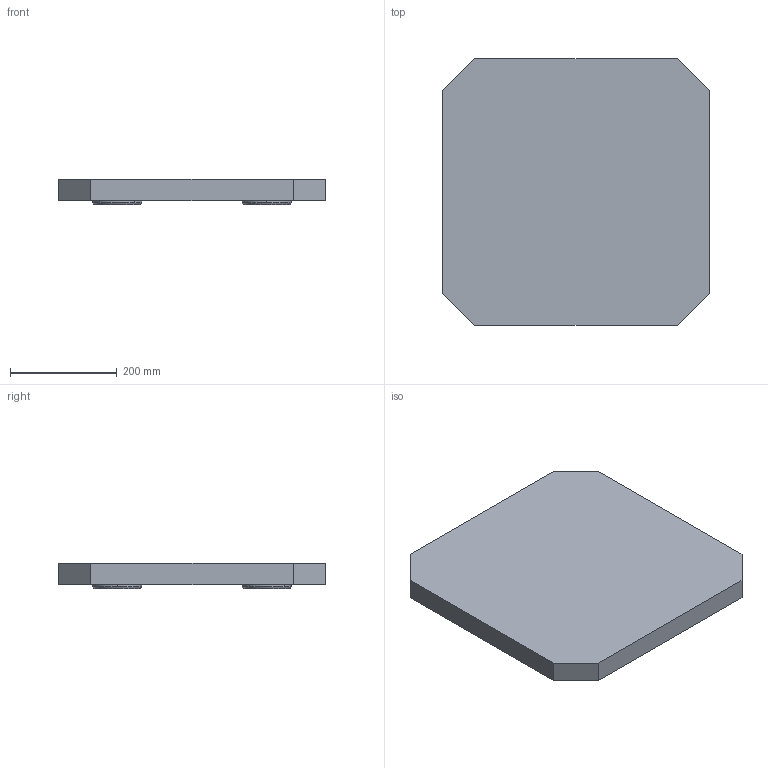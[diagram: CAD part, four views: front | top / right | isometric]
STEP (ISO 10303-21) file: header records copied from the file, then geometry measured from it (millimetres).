
FILE_DESCRIPTION((''),'2;1');
FILE_NAME('EH1990192.stp','2003-08-28T15:16:27',('Grof'),(''),'Autodesk Inventor (tm) 4.0','Autodesk Inventor (tm) 4.0','');
FILE_SCHEMA(('CONFIG_CONTROL_DESIGN'));
Length unit declared in the file: inch
Products named in the file (6): EH1990192; PRODUCT_NAME_2; PRODUCT_NAME_3; PRODUCT_NAME_4; PRODUCT_NAME_5; PRODUCT_NAME_6
Assembly tree (5 placements, depth 2):
  EH1990192
    PRODUCT_NAME_2
    PRODUCT_NAME_3
    PRODUCT_NAME_4
    PRODUCT_NAME_5
    PRODUCT_NAME_6
Bounding box: 500 x 500 x 47 mm (x, y, z)
Volume: 9689753.3 mm3; surface area: 668332.5 mm2
Topology: 5 solids, 5 shells, 385 faces, 919 edges, 578 vertices
Faces by surface type: cylinder 219, cone 96, plane 54, torus 16
Entity records: 12274 total; most frequent: DIRECTION 2275, CARTESIAN_POINT 2009, ORIENTED_EDGE 1838, AXIS2_PLACEMENT_3D 968, EDGE_CURVE 919, VERTEX_POINT 578, CIRCLE 572, EDGE_LOOP 451
